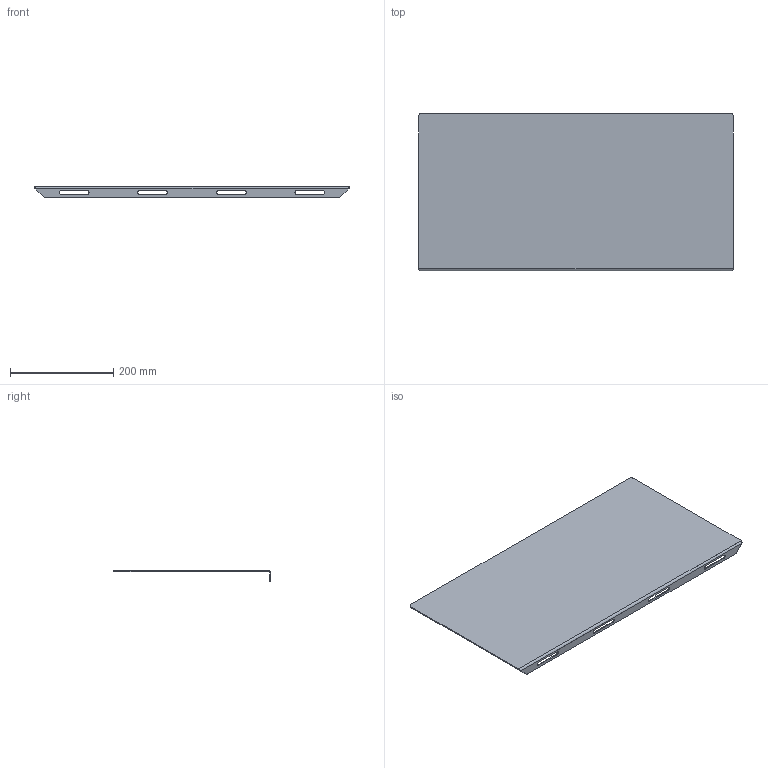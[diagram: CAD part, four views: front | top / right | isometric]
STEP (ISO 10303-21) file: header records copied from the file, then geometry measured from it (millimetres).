
FILE_DESCRIPTION (( 'STEP AP203' ), '1' );
FILE_NAME ('13.1.4.14_GZF-PDH305B_平面防护挡板，610mmx305mm.STEP', '2022-11-01T03:30:13', ( '' ), ( '' ), 'SwSTEP 2.0', 'SolidWorks 2021', '' );
FILE_SCHEMA (( 'CONFIG_CONTROL_DESIGN' ));
Length unit declared in the file: millimetre
Products named in the file (1): 13.1.4.14_GZF-PDH305B_平面防护挡板，610mmx305mm
Bounding box: 610 x 305 x 20 mm (x, y, z)
Volume: 388664.6 mm3; surface area: 393327.6 mm2
Topology: 1 solids, 1 shells, 34 faces, 92 edges, 60 vertices
Faces by surface type: plane 18, cylinder 14, bspline 2
Entity records: 1367 total; most frequent: CARTESIAN_POINT 419, ORIENTED_EDGE 184, DIRECTION 172, EDGE_CURVE 92, VERTEX_POINT 60, VECTOR 58, LINE 58, AXIS2_PLACEMENT_3D 57
